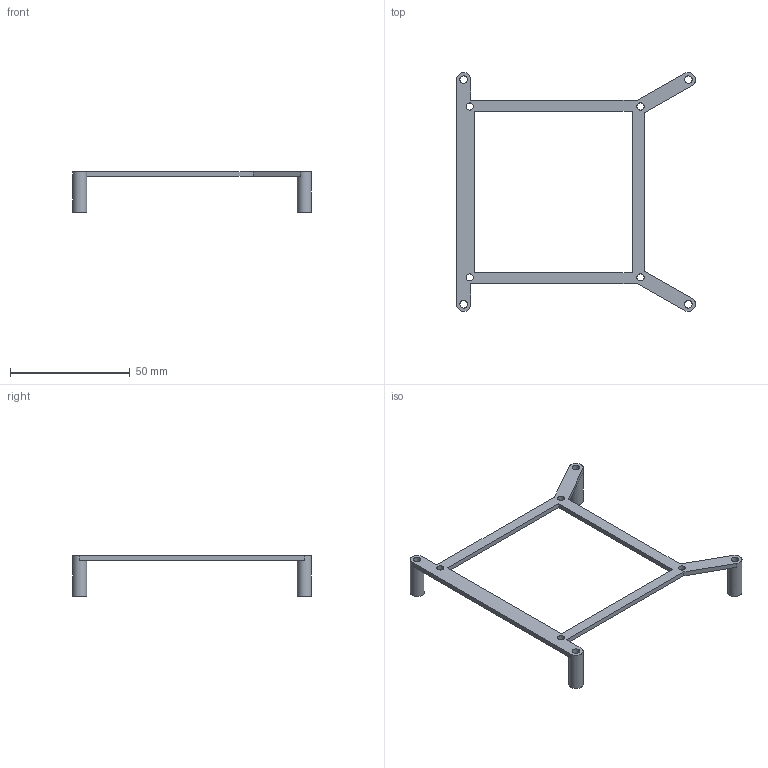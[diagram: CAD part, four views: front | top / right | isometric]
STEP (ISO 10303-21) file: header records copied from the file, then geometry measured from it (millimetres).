
FILE_DESCRIPTION(('FreeCAD Model'),'2;1');
FILE_NAME('Open CASCADE Shape Model','2022-11-03T08:58:33',(''),(''), 'Open CASCADE STEP processor 7.6','FreeCAD','Unknown');
FILE_SCHEMA(('AUTOMOTIVE_DESIGN { 1 0 10303 214 1 1 1 1 }'));
Length unit declared in the file: millimetre
Products named in the file (1): 80mm_fan_mount
Bounding box: 100 x 100 x 17 mm (x, y, z)
Volume: 5072.9 mm3; surface area: 7174.9 mm2
Topology: 1 solids, 1 shells, 32 faces, 88 edges, 58 vertices
Faces by surface type: plane 20, cylinder 12
Full cylindrical faces by diameter (mm): 3 x4, 3.2 x4, 6 x4
Entity records: 2270 total; most frequent: CARTESIAN_POINT 457, DIRECTION 338, LINE 198, VECTOR 198, ORIENTED_EDGE 176, PCURVE 176, DEFINITIONAL_REPRESENTATION 176, EDGE_CURVE 88
